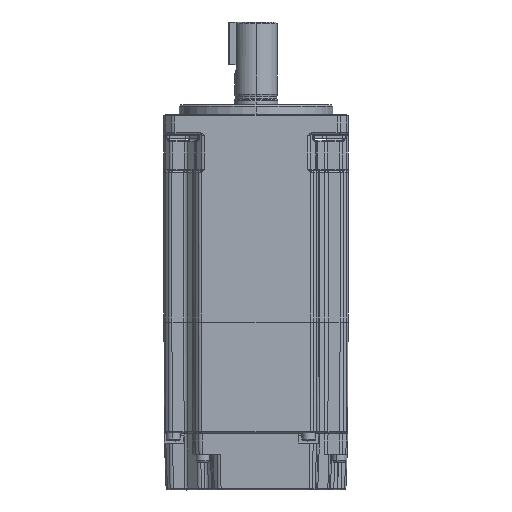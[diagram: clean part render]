
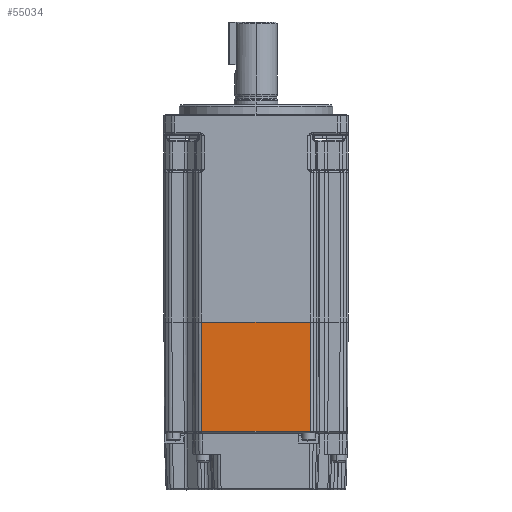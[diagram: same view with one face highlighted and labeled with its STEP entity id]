
A CAD part, front view. The second image highlights one B-rep face of the part: STEP entity #55034.
In plain terms, the highlighted planar face has unit normal (0, -1, -0.006).
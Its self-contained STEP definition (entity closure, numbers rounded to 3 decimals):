
#5103 = ORIENTED_EDGE ( 'NONE', *, *, #41519, .T. ) ;
#5918 = ORIENTED_EDGE ( 'NONE', *, *, #28879, .T. ) ;
#6490 = EDGE_CURVE ( 'NONE', #42607, #34304, #32393, .T. ) ;
#9763 = DIRECTION ( 'NONE',  ( 0., -1., -0.006 ) ) ;
#10757 = DIRECTION ( 'NONE',  ( -1., 0., 0. ) ) ;
#15215 = CARTESIAN_POINT ( 'NONE',  ( -17.588, -29.781, -106.303 ) ) ;
#18959 = DIRECTION ( 'NONE',  ( 0.003, 0.006, -1. ) ) ;
#19169 = ORIENTED_EDGE ( 'NONE', *, *, #6490, .T. ) ;
#20109 = FACE_OUTER_BOUND ( 'NONE', #25516, .T. ) ;
#22187 = CARTESIAN_POINT ( 'NONE',  ( -17.678, -29.998, -70.7 ) ) ;
#23390 = VERTEX_POINT ( 'NONE', #43694 ) ;
#25253 = DIRECTION ( 'NONE',  ( 0., 0.006, -1. ) ) ;
#25516 = EDGE_LOOP ( 'NONE', ( #5918, #5103, #19169, #52982 ) ) ;
#28879 = EDGE_CURVE ( 'NONE', #43975, #23390, #44317, .T. ) ;
#32393 = LINE ( 'NONE', #58596, #61104 ) ;
#32473 = EDGE_CURVE ( 'NONE', #34304, #43975, #61460, .T. ) ;
#32820 = LINE ( 'NONE', #50404, #50096 ) ;
#34304 = VERTEX_POINT ( 'NONE', #15215 ) ;
#38067 = CARTESIAN_POINT ( 'NONE',  ( 30., -30., -70.4 ) ) ;
#39193 = CARTESIAN_POINT ( 'NONE',  ( 17.679, -30., -70.398 ) ) ;
#39913 = DIRECTION ( 'NONE',  ( 0.003, -0.006, 1. ) ) ;
#40853 = CARTESIAN_POINT ( 'NONE',  ( 17.588, -29.781, -106.303 ) ) ;
#41519 = EDGE_CURVE ( 'NONE', #23390, #42607, #32820, .T. ) ;
#42607 = VERTEX_POINT ( 'NONE', #22187 ) ;
#43694 = CARTESIAN_POINT ( 'NONE',  ( 17.678, -29.998, -70.7 ) ) ;
#43975 = VERTEX_POINT ( 'NONE', #40853 ) ;
#44317 = LINE ( 'NONE', #39193, #64289 ) ;
#48963 = DIRECTION ( 'NONE',  ( 1., 0., 0. ) ) ;
#50096 = VECTOR ( 'NONE', #10757, 1000. ) ;
#50404 = CARTESIAN_POINT ( 'NONE',  ( 30., -29.998, -70.7 ) ) ;
#52982 = ORIENTED_EDGE ( 'NONE', *, *, #32473, .T. ) ;
#55034 = ADVANCED_FACE ( 'NONE', ( #20109 ), #59733, .T. ) ;
#58596 = CARTESIAN_POINT ( 'NONE',  ( -17.587, -29.778, -106.798 ) ) ;
#59733 = PLANE ( 'NONE',  #61937 ) ;
#61104 = VECTOR ( 'NONE', #18959, 1000. ) ;
#61460 = LINE ( 'NONE', #71033, #63548 ) ;
#61937 = AXIS2_PLACEMENT_3D ( 'NONE', #38067, #9763, #25253 ) ;
#63548 = VECTOR ( 'NONE', #48963, 1000. ) ;
#64289 = VECTOR ( 'NONE', #39913, 1000. ) ;
#71033 = CARTESIAN_POINT ( 'NONE',  ( 17.587, -29.781, -106.303 ) ) ;
